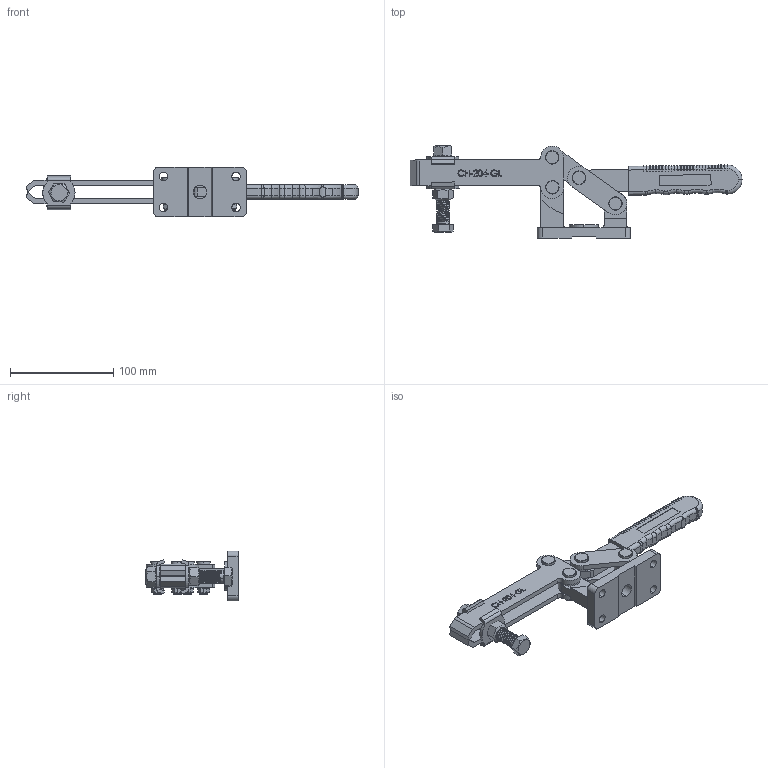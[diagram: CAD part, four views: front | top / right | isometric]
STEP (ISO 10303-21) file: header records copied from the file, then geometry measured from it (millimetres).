
FILE_DESCRIPTION (( 'STEP AP203' ), '1' );
FILE_NAME ('CH-204-GL.STEP', '2017-11-13T11:29:59', ( 'Windows' ), ( 'Microsoft' ), 'SwSTEP 2.0', 'SolidWorks 2015', '' );
FILE_SCHEMA (( 'CONFIG_CONTROL_DESIGN' ));
Length unit declared in the file: millimetre
Products named in the file (15): CH-FC-12300-01; CH-FC-12130; 201-G-01; 204-G-02; 204-GB-06; 204-G-03; 204-GB-03; M6; 204-GB-07; CH-204-GL忒參01; 204-GB-04; CH-204-GL; FW120(2)
Assembly tree (32 placements, depth 3):
  CH-204-GL
    201-G-01
    204-GB-06  x8
    204-G-03
      204-GB-03
      204-GB-07
    204-GB-04  x2
    FW120(2)  x2
    CH-FC-12300-01  x2
    CH-FC-12130
    204-G-02  x3
    204-G-03  x4
    M6  x4
    CH-204-GL忒參01
    CH-204-GL忒參01
Bounding box: 321.03 x 89.09 x 48 mm (x, y, z)
Volume: 195627 mm3; surface area: 97510.7 mm2
Topology: 31 solids, 31 shells, 3197 faces, 8338 edges, 5244 vertices
Faces by surface type: plane 1715, cylinder 1164, cone 129, bspline 101, torus 82, sphere 6
Entity records: 56048 total; most frequent: CARTESIAN_POINT 18826, ORIENTED_EDGE 7498, DIRECTION 7290, EDGE_CURVE 3749, AXIS2_PLACEMENT_3D 2598, VERTEX_POINT 2356, LINE 2094, VECTOR 2094
